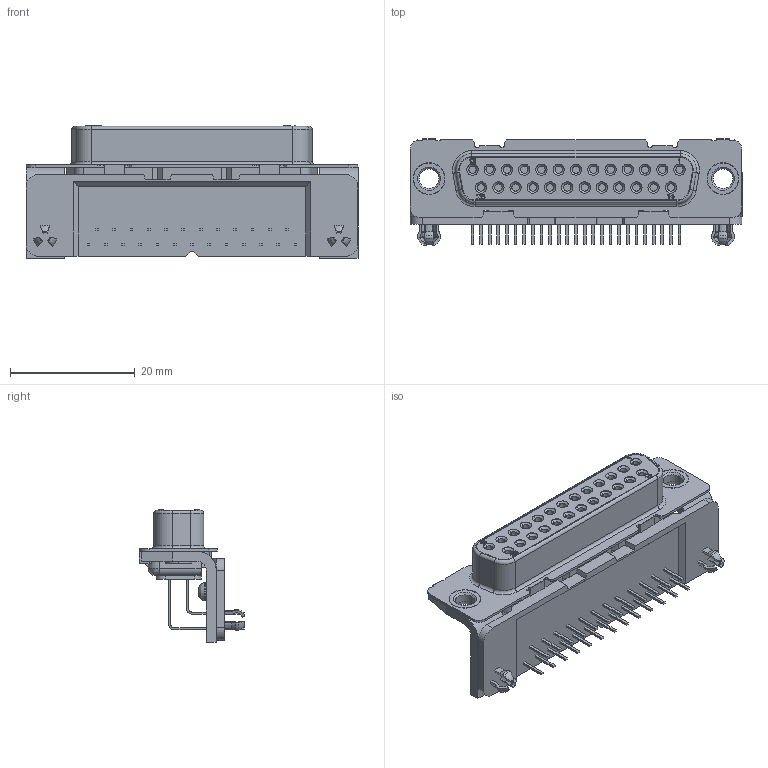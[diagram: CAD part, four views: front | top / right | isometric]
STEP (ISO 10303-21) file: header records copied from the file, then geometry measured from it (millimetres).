
FILE_DESCRIPTION((''),'2;1');
FILE_NAME('C-1-106507-2','2018-08-07T',('workeradm'),('TE Connectivity Ltd.'),'CREO PARAMETRIC BY PTC INC, 2016050','CREO PARAMETRIC BY PTC INC, 2016050','');
FILE_SCHEMA(('AUTOMOTIVE_DESIGN { 1 0 10303 214 1 1 1 1 }'));
Length unit declared in the file: millimetre
Products named in the file (1): C-1-106507-2
Bounding box: 53.14 x 16.95 x 21.25 mm (x, y, z)
Volume: 5078.8 mm3; surface area: 5363.7 mm2
Topology: 1 solids, 1 shells, 1088 faces, 2882 edges, 1872 vertices
Faces by surface type: plane 680, cylinder 276, cone 80, torus 32, bspline 20
Entity records: 34777 total; most frequent: CARTESIAN_POINT 7273, ORIENTED_EDGE 5764, DIRECTION 5510, EDGE_CURVE 2882, VECTOR 2106, LINE 2106, VERTEX_POINT 1872, AXIS2_PLACEMENT_3D 1702
